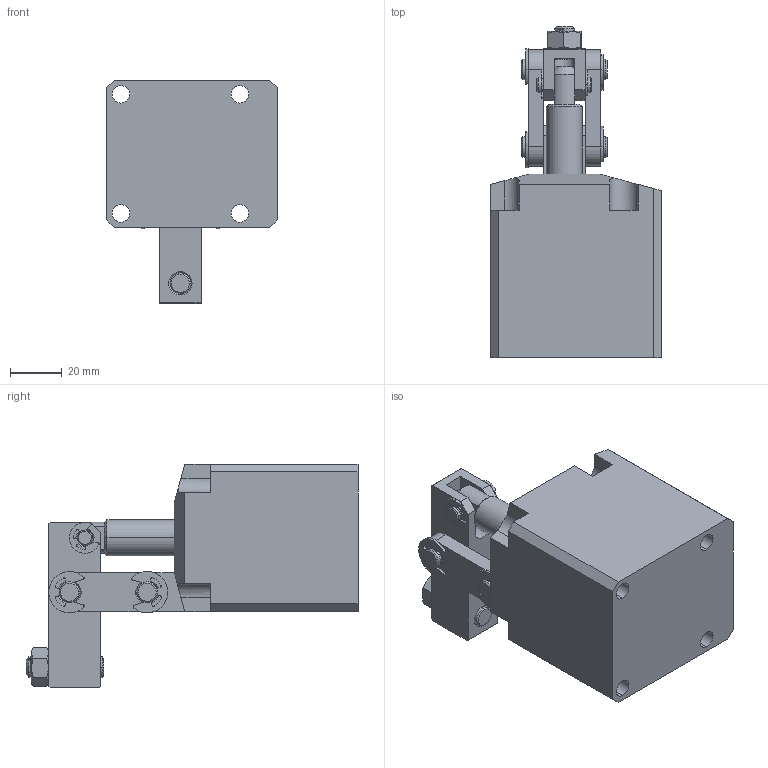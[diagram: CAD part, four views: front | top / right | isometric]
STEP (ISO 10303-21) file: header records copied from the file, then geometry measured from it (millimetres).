
FILE_DESCRIPTION (( 'STEP AP214' ), '1' );
FILE_NAME ('CBLU-35R話裝蚐揤詰.STEP', '2019-04-24T11:55:52', ( '' ), ( '' ), 'SwSTEP 2.0', 'SolidWorks 2016', '' );
FILE_SCHEMA (( 'AUTOMOTIVE_DESIGN' ));
Length unit declared in the file: millimetre
Products named in the file (11): e rings gb_GB_CONNECTING_PIECE_RINGS_HR 6; 酗种粣; 傻种粣; 35揤旋; 蟀裝; 活塞杆_7_1; 掛极CR_2_1; CBLU-35R話裝蚐揤詰; 蹟佪2; hex nuts, style 1-grades ab gb_GB_FASTENER_NUT_SNAB1 M8-N; e rings gb_GB_CONNECTING_PIECE_RINGS_HR 8
Assembly tree (16 placements, depth 2):
  CBLU-35R話裝蚐揤詰
    掛极CR_2_1
    活塞杆_7_1
    蟀裝  x2
    35揤旋
    傻种粣
    酗种粣  x2
    e rings gb_GB_CONNECTING_PIECE_RINGS_HR 6  x2
    e rings gb_GB_CONNECTING_PIECE_RINGS_HR 8  x4
    hex nuts, style 1-grades ab gb_GB_FASTENER_NUT_SNAB1 M8-N
    蹟佪2
Bounding box: 66 x 128.3 x 86.5 mm (x, y, z)
Volume: 255997.3 mm3; surface area: 59537.9 mm2
Topology: 16 solids, 16 shells, 454 faces, 1163 edges, 758 vertices
Faces by surface type: cylinder 226, plane 148, cone 76, bspline 4
Entity records: 12623 total; most frequent: CARTESIAN_POINT 4382, DIRECTION 1667, ORIENTED_EDGE 1632, EDGE_CURVE 816, AXIS2_PLACEMENT_3D 635, VERTEX_POINT 530, VECTOR 397, LINE 397
